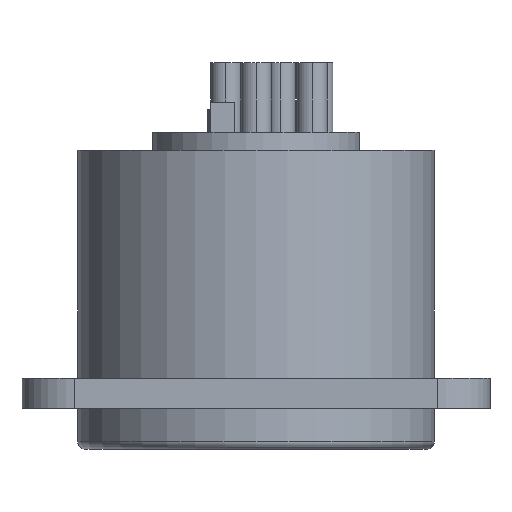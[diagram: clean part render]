
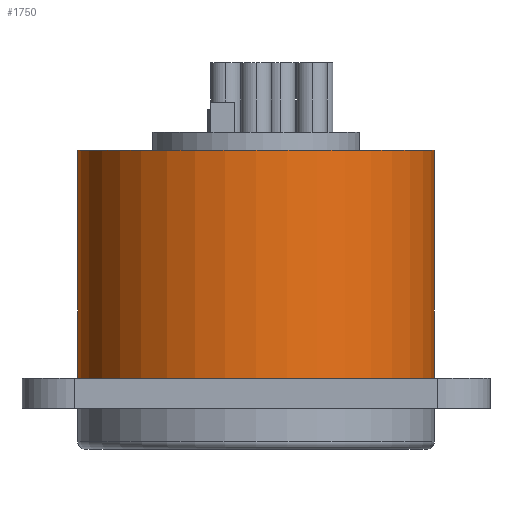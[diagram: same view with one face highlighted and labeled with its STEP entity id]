
A CAD part, left-side view. The second image highlights one B-rep face of the part: STEP entity #1750.
In plain terms, the highlighted cylindrical face has radius 11.8 mm (diameter 23.6 mm), a partial arc.
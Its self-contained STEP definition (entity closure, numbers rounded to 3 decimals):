
#161=CARTESIAN_POINT('',(0.,0.,2.));
#162=DIRECTION('',(0.,0.,-1.));
#163=DIRECTION('',(0.,-1.,0.));
#164=AXIS2_PLACEMENT_3D('',#161,#162,#163);
#236=DIRECTION('',(0.,0.,1.));
#237=VECTOR('',#236,15.1);
#238=CARTESIAN_POINT('',(0.,11.8,2.));
#239=LINE('',#238,#237);
#240=DIRECTION('',(0.,0.,1.));
#241=VECTOR('',#240,15.1);
#242=CARTESIAN_POINT('',(0.,-11.8,2.));
#243=LINE('',#242,#241);
#633=CARTESIAN_POINT('',(0.,0.,17.1));
#634=DIRECTION('',(0.,0.,1.));
#635=DIRECTION('',(0.,1.,0.));
#636=AXIS2_PLACEMENT_3D('',#633,#634,#635);
#1323=CARTESIAN_POINT('',(0.,11.8,2.));
#1324=CARTESIAN_POINT('',(0.,-11.8,2.));
#1325=VERTEX_POINT('',#1323);
#1326=VERTEX_POINT('',#1324);
#1329=CARTESIAN_POINT('',(0.,11.8,17.1));
#1330=VERTEX_POINT('',#1329);
#1333=CARTESIAN_POINT('',(0.,-11.8,17.1));
#1334=VERTEX_POINT('',#1333);
#1738=CARTESIAN_POINT('',(0.,0.,18.09));
#1739=DIRECTION('',(0.,0.,-1.));
#1740=DIRECTION('',(0.,-1.,0.));
#1741=AXIS2_PLACEMENT_3D('',#1738,#1739,#1740);
#1742=CYLINDRICAL_SURFACE('',#1741,11.8);
#1743=ORIENTED_EDGE('',*,*,#1582,.T.);
#1744=ORIENTED_EDGE('',*,*,#1720,.T.);
#1746=ORIENTED_EDGE('',*,*,#1745,.T.);
#1747=ORIENTED_EDGE('',*,*,#1716,.F.);
#1748=EDGE_LOOP('',(#1743,#1744,#1746,#1747));
#1749=FACE_OUTER_BOUND('',#1748,.F.);
#1750=ADVANCED_FACE('',(#1749),#1742,.T.);
#165=CIRCLE('',#164,11.8);
#637=CIRCLE('',#636,11.8);
#1582=EDGE_CURVE('',#1326,#1325,#165,.T.);
#1716=EDGE_CURVE('',#1326,#1334,#243,.T.);
#1720=EDGE_CURVE('',#1325,#1330,#239,.T.);
#1745=EDGE_CURVE('',#1330,#1334,#637,.T.);
